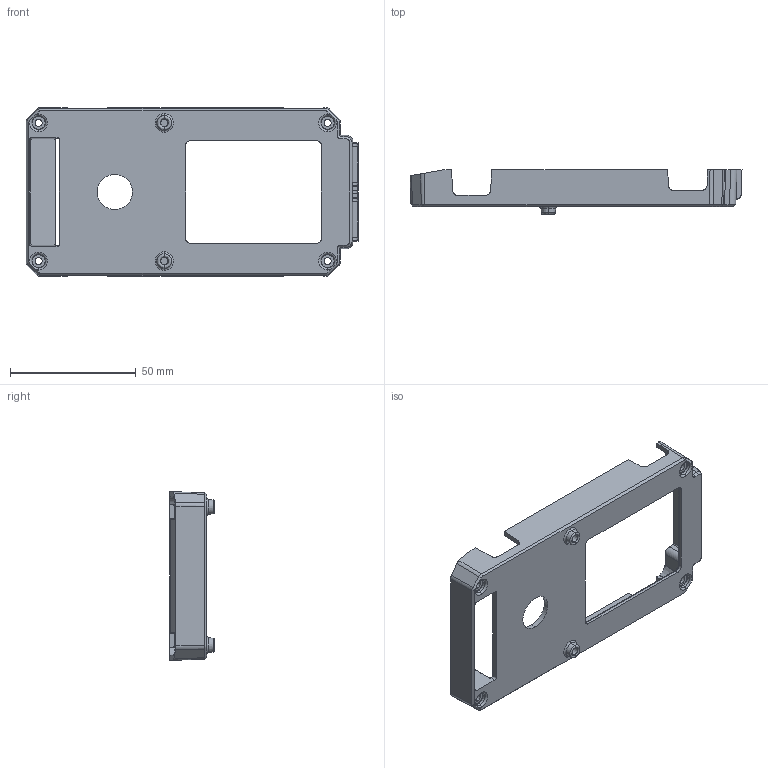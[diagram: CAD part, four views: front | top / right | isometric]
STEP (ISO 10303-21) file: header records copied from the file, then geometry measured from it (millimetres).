
FILE_DESCRIPTION (( 'STEP AP214' ), '1' );
FILE_NAME ('t1-backplate-REV_A.STEP', '2022-05-03T19:54:45', ( '' ), ( '' ), 'SwSTEP 2.0', 'SolidWorks 2020', '' );
FILE_SCHEMA (( 'AUTOMOTIVE_DESIGN' ));
Length unit declared in the file: millimetre
Products named in the file (1): t1-backplate-REV_A
Bounding box: 132.11 x 17.75 x 67.2 mm (x, y, z)
Volume: 20157 mm3; surface area: 22142.9 mm2
Topology: 1 solids, 1 shells, 309 faces, 784 edges, 469 vertices
Faces by surface type: plane 98, cylinder 68, bspline 58, torus 35, cone 30, sphere 20
Entity records: 11354 total; most frequent: CARTESIAN_POINT 4535, ORIENTED_EDGE 1552, DIRECTION 1278, EDGE_CURVE 776, AXIS2_PLACEMENT_3D 472, VERTEX_POINT 469, VECTOR 334, LINE 334
